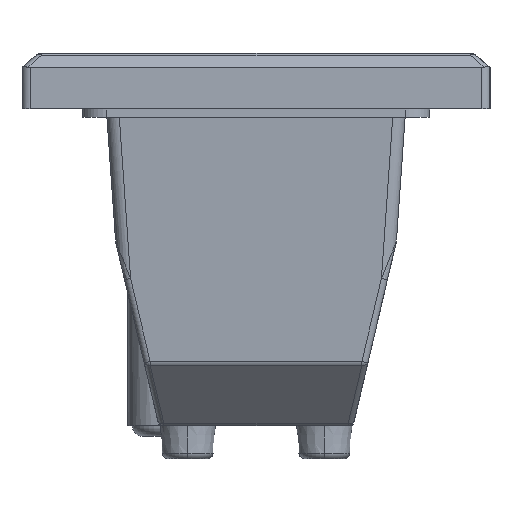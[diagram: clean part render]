
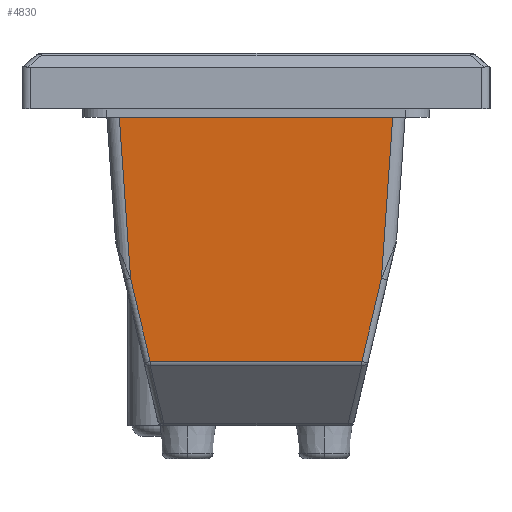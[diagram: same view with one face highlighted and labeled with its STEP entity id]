
A CAD part, left-side view. The second image highlights one B-rep face of the part: STEP entity #4830.
In plain terms, the highlighted planar face has unit normal (-0.999, 0, -0.052).
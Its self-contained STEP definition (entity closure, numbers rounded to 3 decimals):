
#252 = EDGE_CURVE ( 'NONE', #2193, #1068, #2077, .T. ) ;
#390 = EDGE_CURVE ( 'NONE', #1068, #1969, #4083, .T. ) ;
#422 = CARTESIAN_POINT ( 'NONE',  ( -127.511, -33.018, -15.292 ) ) ;
#495 = CARTESIAN_POINT ( 'NONE',  ( -124.411, 25.564, -74.443 ) ) ;
#583 = EDGE_LOOP ( 'NONE', ( #3895, #1115, #3997, #4077, #2866, #1518 ) ) ;
#585 = EDGE_CURVE ( 'NONE', #1969, #1785, #4844, .T. ) ;
#873 = EDGE_CURVE ( 'NONE', #1785, #4034, #2488, .T. ) ;
#932 = VECTOR ( 'NONE', #4785, 1000. ) ;
#959 = EDGE_CURVE ( 'NONE', #4034, #3706, #2133, .T. ) ;
#995 = CARTESIAN_POINT ( 'NONE',  ( -125.939, 30.92, -45.292 ) ) ;
#998 = CARTESIAN_POINT ( 'NONE',  ( -127.5, -33.004, -15.5 ) ) ;
#1020 = CARTESIAN_POINT ( 'NONE',  ( -124.411, -25.564, -74.443 ) ) ;
#1031 = LINE ( 'NONE', #995, #4998 ) ;
#1068 = VERTEX_POINT ( 'NONE', #495 ) ;
#1115 = ORIENTED_EDGE ( 'NONE', *, *, #585, .T. ) ;
#1248 = CARTESIAN_POINT ( 'NONE',  ( -125.461, -30.283, -54.403 ) ) ;
#1518 = ORIENTED_EDGE ( 'NONE', *, *, #252, .T. ) ;
#1529 = CARTESIAN_POINT ( 'NONE',  ( -127.5, 33.004, -15.5 ) ) ;
#1751 = DIRECTION ( 'NONE',  ( 0., -1., 0. ) ) ;
#1785 = VERTEX_POINT ( 'NONE', #1248 ) ;
#1827 = DIRECTION ( 'NONE',  ( -0.999, 0., -0.052 ) ) ;
#1969 = VERTEX_POINT ( 'NONE', #1020 ) ;
#2077 = LINE ( 'NONE', #3966, #932 ) ;
#2133 = LINE ( 'NONE', #2773, #3050 ) ;
#2193 = VERTEX_POINT ( 'NONE', #2764 ) ;
#2488 = LINE ( 'NONE', #422, #2608 ) ;
#2608 = VECTOR ( 'NONE', #3141, 1000. ) ;
#2764 = CARTESIAN_POINT ( 'NONE',  ( -125.461, 30.283, -54.403 ) ) ;
#2773 = CARTESIAN_POINT ( 'NONE',  ( -127.5, 36., -15.5 ) ) ;
#2866 = ORIENTED_EDGE ( 'NONE', *, *, #3382, .T. ) ;
#3050 = VECTOR ( 'NONE', #3660, 1000. ) ;
#3141 = DIRECTION ( 'NONE',  ( -0.052, -0.07, 0.996 ) ) ;
#3275 = DIRECTION ( 'NONE',  ( -0.051, -0.229, 0.972 ) ) ;
#3377 = PLANE ( 'NONE',  #4008 ) ;
#3382 = EDGE_CURVE ( 'NONE', #3706, #2193, #1031, .T. ) ;
#3660 = DIRECTION ( 'NONE',  ( 0., 1., 0. ) ) ;
#3706 = VERTEX_POINT ( 'NONE', #1529 ) ;
#3714 = VECTOR ( 'NONE', #1751, 1000. ) ;
#3816 = VECTOR ( 'NONE', #3275, 1000. ) ;
#3895 = ORIENTED_EDGE ( 'NONE', *, *, #390, .T. ) ;
#3966 = CARTESIAN_POINT ( 'NONE',  ( -124.399, 25.513, -74.661 ) ) ;
#3997 = ORIENTED_EDGE ( 'NONE', *, *, #873, .T. ) ;
#4008 = AXIS2_PLACEMENT_3D ( 'NONE', #4138, #1827, #4516 ) ;
#4034 = VERTEX_POINT ( 'NONE', #998 ) ;
#4077 = ORIENTED_EDGE ( 'NONE', *, *, #959, .T. ) ;
#4083 = LINE ( 'NONE', #4177, #3714 ) ;
#4084 = DIRECTION ( 'NONE',  ( 0.052, -0.07, -0.996 ) ) ;
#4138 = CARTESIAN_POINT ( 'NONE',  ( -127.5, 36., -15.5 ) ) ;
#4177 = CARTESIAN_POINT ( 'NONE',  ( -124.411, -26.956, -74.443 ) ) ;
#4216 = FACE_OUTER_BOUND ( 'NONE', #583, .T. ) ;
#4516 = DIRECTION ( 'NONE',  ( -0.052, 0., 0.999 ) ) ;
#4778 = CARTESIAN_POINT ( 'NONE',  ( -124.997, -28.197, -63.261 ) ) ;
#4785 = DIRECTION ( 'NONE',  ( 0.051, -0.229, -0.972 ) ) ;
#4830 = ADVANCED_FACE ( 'NONE', ( #4216 ), #3377, .T. ) ;
#4844 = LINE ( 'NONE', #4778, #3816 ) ;
#4998 = VECTOR ( 'NONE', #4084, 1000. ) ;
